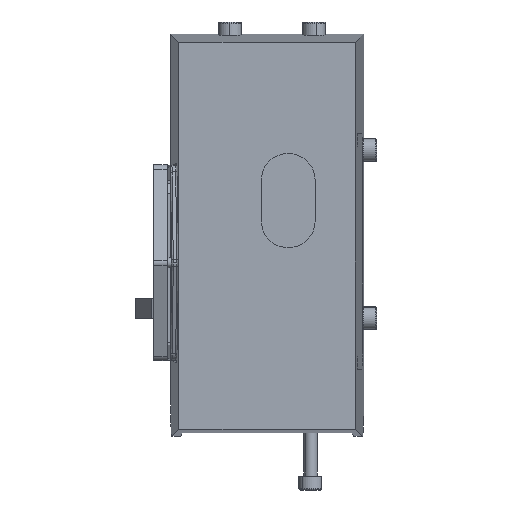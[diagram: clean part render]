
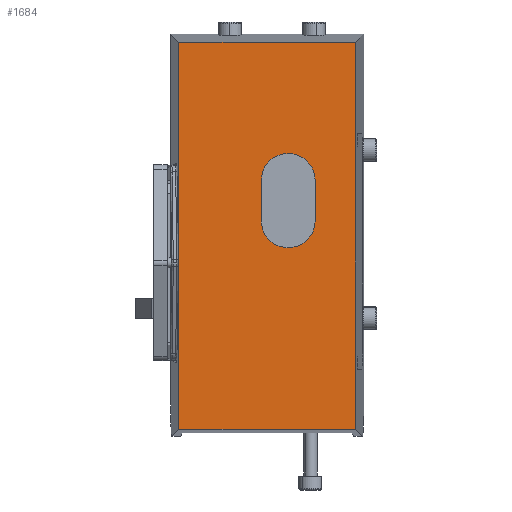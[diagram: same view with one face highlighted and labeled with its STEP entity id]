
A CAD part, front view. The second image highlights one B-rep face of the part: STEP entity #1684.
In plain terms, the highlighted face is planar.
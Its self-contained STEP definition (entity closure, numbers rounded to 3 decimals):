
#300 = EDGE_CURVE ( 'NONE', #22635, #13742, #5467, .T. ) ;
#965 = VERTEX_POINT ( 'NONE', #16547 ) ;
#1576 = ORIENTED_EDGE ( 'NONE', *, *, #22551, .F. ) ;
#1684 = ADVANCED_FACE ( 'NONE', ( #6701, #10965 ), #15228, .T. ) ;
#1764 = VERTEX_POINT ( 'NONE', #4261 ) ;
#1913 = ORIENTED_EDGE ( 'NONE', *, *, #8915, .F. ) ;
#2031 = ORIENTED_EDGE ( 'NONE', *, *, #21034, .F. ) ;
#2277 = VERTEX_POINT ( 'NONE', #9297 ) ;
#2448 = CARTESIAN_POINT ( 'NONE',  ( 57.5, -26.25, 0. ) ) ;
#3230 = ORIENTED_EDGE ( 'NONE', *, *, #7136, .F. ) ;
#3896 = VECTOR ( 'NONE', #26300, 1000. ) ;
#4261 = CARTESIAN_POINT ( 'NONE',  ( 4.517, -1.733, 0. ) ) ;
#4505 = ORIENTED_EDGE ( 'NONE', *, *, #19314, .F. ) ;
#4861 = CARTESIAN_POINT ( 'NONE',  ( -3.483, 6.267, 0. ) ) ;
#5172 = DIRECTION ( 'NONE',  ( 0., 0., -1. ) ) ;
#5467 = LINE ( 'NONE', #26436, #3896 ) ;
#5714 = AXIS2_PLACEMENT_3D ( 'NONE', #16794, #17078, #16938 ) ;
#5719 = AXIS2_PLACEMENT_3D ( 'NONE', #13414, #5172, #9021 ) ;
#5736 = CARTESIAN_POINT ( 'NONE',  ( 57.5, 26.25, 0. ) ) ;
#5935 = AXIS2_PLACEMENT_3D ( 'NONE', #21400, #17020, #19209 ) ;
#6701 = FACE_BOUND ( 'NONE', #11916, .T. ) ;
#7115 = VERTEX_POINT ( 'NONE', #8754 ) ;
#7136 = EDGE_CURVE ( 'NONE', #9491, #2277, #17571, .T. ) ;
#8034 = CARTESIAN_POINT ( 'NONE',  ( -57.5, -26.25, 0. ) ) ;
#8754 = CARTESIAN_POINT ( 'NONE',  ( 57.5, -26.25, 0. ) ) ;
#8891 = ORIENTED_EDGE ( 'NONE', *, *, #17961, .F. ) ;
#8915 = EDGE_CURVE ( 'NONE', #1764, #9491, #17570, .T. ) ;
#9021 = DIRECTION ( 'NONE',  ( -1., 0., 0. ) ) ;
#9176 = LINE ( 'NONE', #21805, #19439 ) ;
#9297 = CARTESIAN_POINT ( 'NONE',  ( 4.517, 14.267, 0. ) ) ;
#9491 = VERTEX_POINT ( 'NONE', #4861 ) ;
#10825 = LINE ( 'NONE', #2448, #25628 ) ;
#10965 = FACE_OUTER_BOUND ( 'NONE', #15640, .T. ) ;
#11073 = CIRCLE ( 'NONE', #16325, 8. ) ;
#11443 = CARTESIAN_POINT ( 'NONE',  ( 16.517, 6.267, 0. ) ) ;
#11701 = EDGE_CURVE ( 'NONE', #2277, #23391, #9176, .T. ) ;
#11916 = EDGE_LOOP ( 'NONE', ( #8891, #17320, #3230, #1913, #1576 ) ) ;
#12071 = DIRECTION ( 'NONE',  ( 0., 0., -1. ) ) ;
#12210 = DIRECTION ( 'NONE',  ( -1., 0., 0. ) ) ;
#13313 = DIRECTION ( 'NONE',  ( -1., 0., 0. ) ) ;
#13414 = CARTESIAN_POINT ( 'NONE',  ( 4.517, 6.267, 0. ) ) ;
#13742 = VERTEX_POINT ( 'NONE', #22681 ) ;
#13980 = CARTESIAN_POINT ( 'NONE',  ( 16.517, -1.733, 0. ) ) ;
#14305 = DIRECTION ( 'NONE',  ( 1., 0., 0. ) ) ;
#15228 = PLANE ( 'NONE',  #5935 ) ;
#15640 = EDGE_LOOP ( 'NONE', ( #2031, #4505, #24277, #23676 ) ) ;
#16325 = AXIS2_PLACEMENT_3D ( 'NONE', #11443, #12071, #12210 ) ;
#16422 = LINE ( 'NONE', #8034, #19693 ) ;
#16547 = CARTESIAN_POINT ( 'NONE',  ( -57.5, -26.25, 0. ) ) ;
#16794 = CARTESIAN_POINT ( 'NONE',  ( 4.517, 6.267, 0. ) ) ;
#16938 = DIRECTION ( 'NONE',  ( -1., 0., 0. ) ) ;
#17020 = DIRECTION ( 'NONE',  ( 0., 0., -1. ) ) ;
#17039 = EDGE_CURVE ( 'NONE', #7115, #22635, #10825, .T. ) ;
#17078 = DIRECTION ( 'NONE',  ( 0., 0., -1. ) ) ;
#17300 = CARTESIAN_POINT ( 'NONE',  ( 16.517, -1.733, 0. ) ) ;
#17320 = ORIENTED_EDGE ( 'NONE', *, *, #11701, .F. ) ;
#17420 = DIRECTION ( 'NONE',  ( 1., 0., 0. ) ) ;
#17435 = VECTOR ( 'NONE', #14305, 1000. ) ;
#17570 = CIRCLE ( 'NONE', #5714, 8. ) ;
#17571 = CIRCLE ( 'NONE', #5719, 8. ) ;
#17713 = LINE ( 'NONE', #17300, #19181 ) ;
#17961 = EDGE_CURVE ( 'NONE', #23391, #21780, #11073, .T. ) ;
#18890 = DIRECTION ( 'NONE',  ( 0., -1., 0. ) ) ;
#19181 = VECTOR ( 'NONE', #13313, 1000. ) ;
#19209 = DIRECTION ( 'NONE',  ( -1., 0., 0. ) ) ;
#19314 = EDGE_CURVE ( 'NONE', #13742, #965, #16422, .T. ) ;
#19439 = VECTOR ( 'NONE', #17420, 1000. ) ;
#19693 = VECTOR ( 'NONE', #18890, 1000. ) ;
#21034 = EDGE_CURVE ( 'NONE', #965, #7115, #24975, .T. ) ;
#21400 = CARTESIAN_POINT ( 'NONE',  ( 0., 0., 0. ) ) ;
#21780 = VERTEX_POINT ( 'NONE', #13980 ) ;
#21805 = CARTESIAN_POINT ( 'NONE',  ( 16.517, 14.267, 0. ) ) ;
#21899 = CARTESIAN_POINT ( 'NONE',  ( 16.517, 14.267, 0. ) ) ;
#22551 = EDGE_CURVE ( 'NONE', #21780, #1764, #17713, .T. ) ;
#22635 = VERTEX_POINT ( 'NONE', #5736 ) ;
#22681 = CARTESIAN_POINT ( 'NONE',  ( -57.5, 26.25, 0. ) ) ;
#23391 = VERTEX_POINT ( 'NONE', #21899 ) ;
#23565 = DIRECTION ( 'NONE',  ( 0., 1., 0. ) ) ;
#23676 = ORIENTED_EDGE ( 'NONE', *, *, #17039, .F. ) ;
#24277 = ORIENTED_EDGE ( 'NONE', *, *, #300, .F. ) ;
#24708 = CARTESIAN_POINT ( 'NONE',  ( -57.5, -26.25, 0. ) ) ;
#24975 = LINE ( 'NONE', #24708, #17435 ) ;
#25628 = VECTOR ( 'NONE', #23565, 1000. ) ;
#26300 = DIRECTION ( 'NONE',  ( -1., 0., 0. ) ) ;
#26436 = CARTESIAN_POINT ( 'NONE',  ( -57.5, 26.25, 0. ) ) ;
